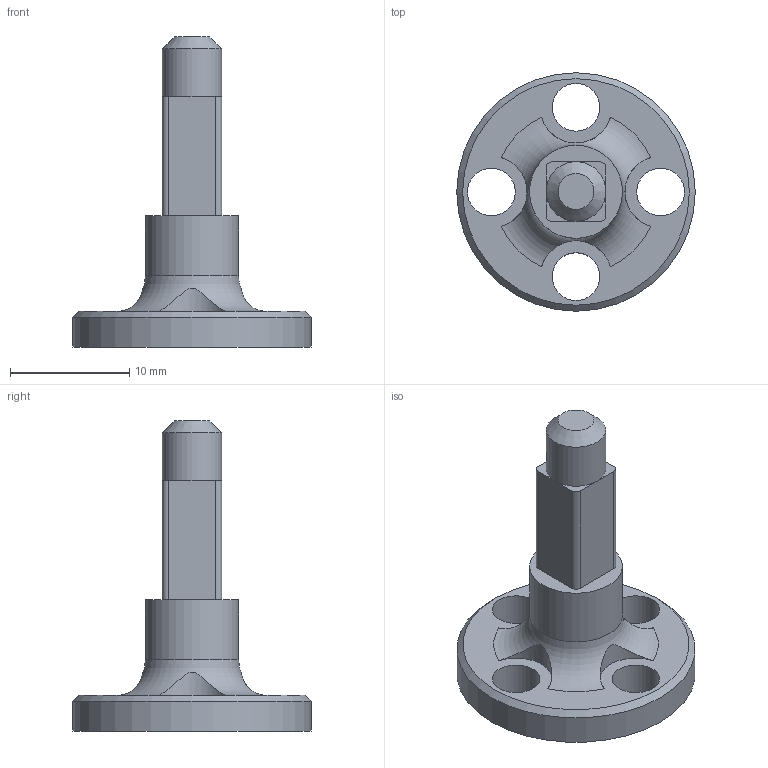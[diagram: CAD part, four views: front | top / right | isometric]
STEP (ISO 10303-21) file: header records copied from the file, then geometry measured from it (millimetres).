
FILE_DESCRIPTION(/* description */ (''),/* implementation_level */ '2;1');
FILE_NAME(/* name */ 'Driveshaft_Claw.stp',/* time_stamp */ '2023-04-16T23:54:03-04:00',/* author */ (''),/* organization */ (''),/* preprocessor_version */ 'ST-DEVELOPER v18.102',/* originating_system */ 'SIEMENS PLM Software NX2206.6002',/* authorisation */ '');
FILE_SCHEMA (('AUTOMOTIVE_DESIGN { 1 0 10303 214 3 1 1 1 }'));
Length unit declared in the file: millimetre
Products named in the file (1): Driveshaft_Claw
Bounding box: 20 x 20 x 26 mm (x, y, z)
Volume: 1463.5 mm3; surface area: 1341 mm2
Topology: 1 solids, 1 shells, 33 faces, 75 edges, 47 vertices
Faces by surface type: cylinder 16, plane 13, cone 2, torus 2
Full cylindrical faces by diameter (mm): 4 x4, 5 x1, 6 x1, 7.8 x1, 20 x1
Entity records: 1054 total; most frequent: CARTESIAN_POINT 298, DIRECTION 164, ORIENTED_EDGE 124, AXIS2_PLACEMENT_3D 72, EDGE_CURVE 62, EDGE_LOOP 56, VERTEX_POINT 46, FACE_BOUND 38
